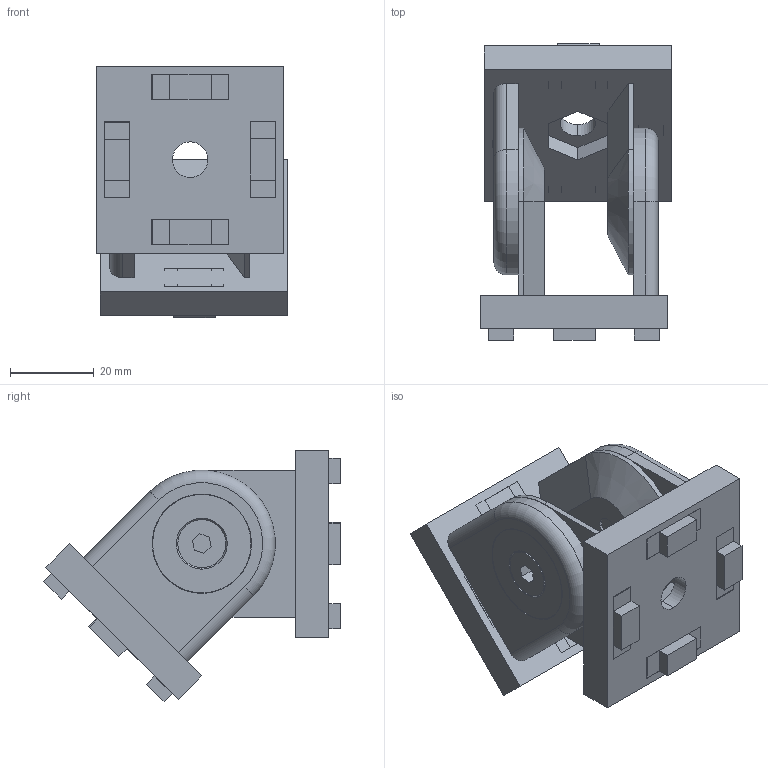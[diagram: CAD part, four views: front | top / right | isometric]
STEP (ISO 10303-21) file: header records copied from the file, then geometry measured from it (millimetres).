
FILE_DESCRIPTION (( 'STEP AP214' ), '1' );
FILE_NAME ('SNSD.30.51.85. Øàðíèðíûé ñîåäèíèòåëü 45õ45, ïàç 10(D06).STEP', '2014-12-23T10:37:01', ( 'XTreme.ws' ), ( 'XTreme.ws' ), 'SwSTEP 2.0', 'SolidWorks 2014', '' );
FILE_SCHEMA (( 'AUTOMOTIVE_DESIGN' ));
Length unit declared in the file: millimetre
Products named in the file (19): SNSD.30.51.80. Âòóëêà ñ ðåçüáîé(D13)E01E00E04D06; SNSD.30.51.80. Øàðíèðíûé ñîåäèíèòåëü 30õ30, ïàç 8(D13)E01E00E04D06; SNSD.30.51.85. Øàðíèðíûé ñîåäèíèòåëü 45õ45, ïàç 10(D06); SNSD.30.51.83. 鎔艜(E04)D06_00; SNSD.30.51.80. Øàðíèðíûé ñîåäèíèòåëü 30õ30, ïàç 8(D13)E01E00E04D06_00; SNSD.30.51.80. 婰膲僗闉(E03); SNSD.30.51.80. 婰膲僗闉(E03)_00; SNSD.30.51.80. Âòóëêà ñ ðåçüáîé(D13)E01E00E04D06_00; SNSD.30.51.83. 鎔艜(E04)D06
Assembly tree (14 placements, depth 2):
  SNSD.30.51.80. Âòóëêà ñ ðåçüáîé(D13)E01E00E04D06
  SNSD.30.51.80. Âòóëêà ñ ðåçüáîé(D13)E01E00E04D06
  SNSD.30.51.80. Øàðíèðíûé ñîåäèíèòåëü 30õ30, ïàç 8(D13)E01E00E04D06
  SNSD.30.51.85. Øàðíèðíûé ñîåäèíèòåëü 45õ45, ïàç 10(D06)
    SNSD.30.51.80. Øàðíèðíûé ñîåäèíèòåëü 30õ30, ïàç 8(D13)E01E00E04D06_00  x2
    SNSD.30.51.80. Âòóëêà ñ ðåçüáîé(D13)E01E00E04D06_00  x2
    SNSD.30.51.83. 鎔艜(E04)D06_00  x2
    SNSD.30.51.80. 婰膲僗闉(E03)_00  x8
  SNSD.30.51.80. Øàðíèðíûé ñîåäèíèòåëü 30õ30, ïàç 8(D13)E01E00E04D06
Bounding box: 45.7 x 71.1 x 60.3 mm (x, y, z)
Volume: 56243.2 mm3; surface area: 33836.1 mm2
Topology: 16 solids, 16 shells, 394 faces, 998 edges, 652 vertices
Faces by surface type: plane 300, cylinder 70, cone 22, torus 2
Entity records: 5102 total; most frequent: CARTESIAN_POINT 842, DIRECTION 815, ORIENTED_EDGE 782, EDGE_CURVE 391, VECTOR 297, LINE 297, AXIS2_PLACEMENT_3D 259, VERTEX_POINT 254
